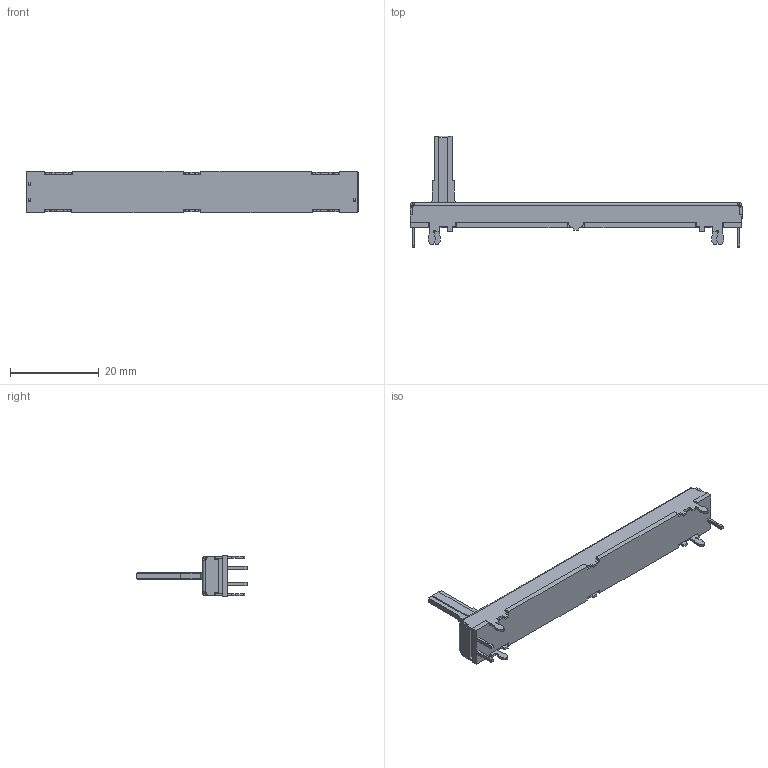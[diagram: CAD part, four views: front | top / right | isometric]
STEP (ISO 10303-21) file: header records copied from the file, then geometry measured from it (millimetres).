
FILE_DESCRIPTION (( 'STEP AP214' ), '1' );
FILE_NAME ('PTA6043-2015CIB103.STEP', '2024-12-09T01:58:54', ( '' ), ( '' ), 'SwSTEP 2.0', 'SolidWorks 2023', '' );
FILE_SCHEMA (( 'AUTOMOTIVE_DESIGN' ));
Length unit declared in the file: millimetre
Products named in the file (1): PTA6043-2015CIB103
Bounding box: 75 x 25.2 x 9.4 mm (x, y, z)
Volume: 3822.7 mm3; surface area: 6138.4 mm2
Topology: 6 solids, 6 shells, 275 faces, 740 edges, 480 vertices
Faces by surface type: plane 184, cylinder 77, bspline 14
Entity records: 12899 total; most frequent: CARTESIAN_POINT 3162, ORIENTED_EDGE 1480, DIRECTION 1346, EDGE_CURVE 740, VECTOR 570, LINE 570, VERTEX_POINT 480, AXIS2_PLACEMENT_3D 388
